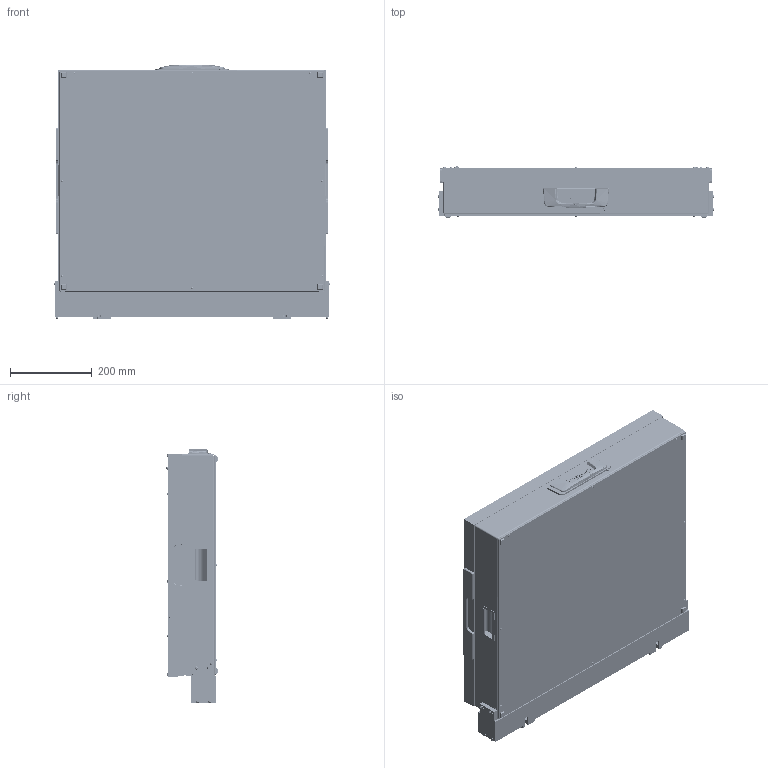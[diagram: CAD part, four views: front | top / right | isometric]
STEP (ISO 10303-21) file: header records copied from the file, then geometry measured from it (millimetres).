
FILE_DESCRIPTION (( 'STEP AP214' ), '1' );
FILE_NAME ('106199~1.STEP', '2020-10-07T11:41:20', ( '' ), ( '' ), 'SwSTEP 2.0', 'SolidWorks 2018', '' );
FILE_SCHEMA (( 'AUTOMOTIVE_DESIGN' ));
Length unit declared in the file: millimetre
Products named in the file (70): 107216~2_KUNDE<S>; 49317~0; 104840~2_S; K_02037~0_Standard ohne Dyn Punkt<Standard>; 11657~0; 19420~3; 53731~0; DIN912~n_M04,0x010; 104835~2_KUNDE<Default>; ISO7380~n_M04,0x020; 104833~2_KUNDE<S>; 2281~0_360ø<Standard>; K_02037~0; DIN912~n_M04,0x012; GKS-114-0015~-g-k-s_Hub = 08,0 <S>; 41899~3_flexiebel <S>; DIN125~n_03,2 M03,0; 104839~2; DIN7991~n_M05,0x010; 43707~0_S; KS-113-Master~-k-s_KS-113 23; 101552~1_S; ISO7380~n_M04,0x010; ISO7380~n_M04,0x012; 106199~1; 1878~0; 48726~2_S; 104730~2; DIN985-A2~n_M04,0; 105963~2_KUNDE<S>; 102964~0_S; 104846~1; DIN985-A2~n_M03,0; 104729~1_S; 104117~0_S; DIN7991~n_M04,0x010; 53106~0_S; 104834~1_KUNDE<Standard>; 60671~0; ISO7380~n_M03,0x025 ...
Assembly tree (153 placements, depth 4):
  106199~1
    104833~2_KUNDE<S>
      104834~1_KUNDE<Standard>
      104835~2_KUNDE<Default>
      104837~2_S
      107216~2_KUNDE<S>
      105963~2_KUNDE<S>  x2
      48726~2_S  x2
      48565~1_S  x2
      52626~3_S
      49317~0  x2
      2196~6  x2
      2229~6  x2
      19420~3
      11657~0
      ASR~-a-s-r_拱05,2x07x拌10  x2
      DIN125~n_06,4 M06,0 Fase  x2
      ISO7380~n_M03,0x006  x10
      DIN912~n_M04,0x006  x2
      DIN7991~n_M03,0x006  x4
      DIN7991~n_M04,0x014 VA  x4
      ISO7380~n_M04,0x012  x2
      41899~3_flexiebel <S>
        KS-113-Master~-k-s_KS-113 23
        GKS-114-0015~-g-k-s_Hub = 08,0 <S>
        53731~0
        3917~3_M 3 A
    104838~2_S
      104840~2_S
        104841~2_S
        43707~0_S  x4
        104117~0_S
      104839~2
      2281~0_360ø<Standard>  x2
        2281~0
      37188~1_S  x2
      102963~4_S
      32171~0_S
      53106~0_S  x2
      1878~0
      101552~1_S
      102964~0_S  x2
      Gewindebuchse~n_M04-09,5 offen  x2
      DIN7991~n_M04,0x010  x2
      DIN7991~n_M05,0x010  x8
      DIN912~n_M04,0x012
      ISO7380~n_M04,0x010  x4
      ISO7380~n_M03,0x025  x2
      DIN985-A2~n_M03,0  x2
      DIN125~n_03,2 M03,0  x2
      DIN125~n_06,4 M06,0 Fase  x2
      DIN125~n_04,3 M04,0  x4
      DIN985-A2~n_M04,0
    31788~1_flex <Standard>
      K_02037~0_Standard ohne Dyn Punkt<Standard>
      K_02038~0
    37967~1_felx <Standard>
      K_02037~0
      K_02038~0
    104845~1_S
Bounding box: 676 x 125.3 x 623.32 mm (x, y, z)
Volume: 8675322.1 mm3; surface area: 3419846.1 mm2
Topology: 147 solids, 147 shells, 4655 faces, 11430 edges, 7273 vertices
Faces by surface type: cylinder 2323, plane 1624, cone 480, torus 120, bspline 104, sphere 4
Entity records: 95603 total; most frequent: CARTESIAN_POINT 26215, DIRECTION 13604, ORIENTED_EDGE 12362, EDGE_CURVE 6181, AXIS2_PLACEMENT_3D 5188, VERTEX_POINT 3963, LINE 3228, VECTOR 3228
